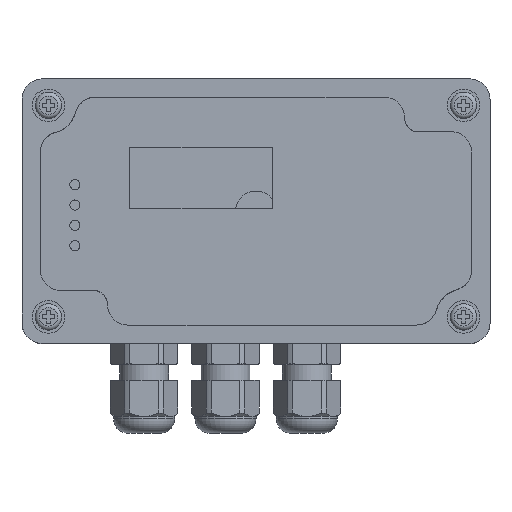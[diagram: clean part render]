
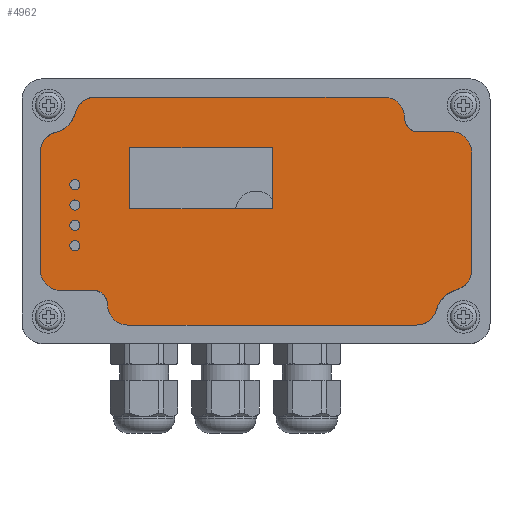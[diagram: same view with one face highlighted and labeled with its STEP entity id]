
A CAD part, top view. The second image highlights one B-rep face of the part: STEP entity #4962.
In plain terms, the highlighted planar face has unit normal (0, 0, 1).
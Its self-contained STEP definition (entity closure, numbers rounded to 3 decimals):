
#211=FACE_BOUND('',#1841,.T.);
#212=FACE_BOUND('',#1842,.T.);
#213=FACE_BOUND('',#1843,.T.);
#214=FACE_BOUND('',#1844,.T.);
#215=FACE_BOUND('',#1845,.T.);
#363=PLANE('',#5556);
#704=LINE('',#13280,#1058);
#705=LINE('',#13282,#1059);
#707=LINE('',#13285,#1061);
#709=LINE('',#13288,#1063);
#712=LINE('',#13292,#1066);
#713=LINE('',#13294,#1067);
#715=LINE('',#13297,#1069);
#717=LINE('',#13300,#1071);
#725=LINE('',#13333,#1079);
#728=LINE('',#13339,#1082);
#731=LINE('',#13345,#1085);
#734=LINE('',#13349,#1088);
#1058=VECTOR('',#6921,10.);
#1059=VECTOR('',#6924,10.);
#1061=VECTOR('',#6928,10.);
#1063=VECTOR('',#6932,10.);
#1066=VECTOR('',#6937,10.);
#1067=VECTOR('',#6940,10.);
#1069=VECTOR('',#6944,10.);
#1071=VECTOR('',#6948,10.);
#1079=VECTOR('',#6982,10.);
#1082=VECTOR('',#6987,10.);
#1085=VECTOR('',#6992,10.);
#1088=VECTOR('',#6997,10.);
#1498=FACE_OUTER_BOUND('',#1840,.T.);
#1840=EDGE_LOOP('',(#4621,#4622,#4623,#4624,#4625,#4626,#4627,#4628,#4629,
#4630,#4631,#4632,#4633,#4634,#4635,#4636,#4637,#4638,#4639,#4640));
#1841=EDGE_LOOP('',(#4641));
#1842=EDGE_LOOP('',(#4642));
#1843=EDGE_LOOP('',(#4643));
#1844=EDGE_LOOP('',(#4644));
#1845=EDGE_LOOP('',(#4645,#4646,#4647,#4648));
#2081=CIRCLE('',#5497,7.245);
#2083=CIRCLE('',#5500,5.);
#2086=CIRCLE('',#5504,5.);
#2087=CIRCLE('',#5506,3.449);
#2089=CIRCLE('',#5509,3.525);
#2091=CIRCLE('',#5512,6.948);
#2093=CIRCLE('',#5515,5.);
#2096=CIRCLE('',#5519,5.);
#2097=CIRCLE('',#5521,5.);
#2099=CIRCLE('',#5524,5.);
#2101=CIRCLE('',#5527,5.);
#2103=CIRCLE('',#5530,5.);
#2105=CIRCLE('',#5541,1.25);
#2107=CIRCLE('',#5544,1.25);
#2109=CIRCLE('',#5547,1.25);
#2111=CIRCLE('',#5550,1.25);
#2518=VERTEX_POINT('',#13183);
#2519=VERTEX_POINT('',#13184);
#2522=VERTEX_POINT('',#13192);
#2525=VERTEX_POINT('',#13200);
#2526=VERTEX_POINT('',#13204);
#2527=VERTEX_POINT('',#13205);
#2530=VERTEX_POINT('',#13213);
#2531=VERTEX_POINT('',#13214);
#2534=VERTEX_POINT('',#13222);
#2535=VERTEX_POINT('',#13223);
#2538=VERTEX_POINT('',#13231);
#2541=VERTEX_POINT('',#13239);
#2542=VERTEX_POINT('',#13243);
#2543=VERTEX_POINT('',#13244);
#2546=VERTEX_POINT('',#13252);
#2547=VERTEX_POINT('',#13253);
#2550=VERTEX_POINT('',#13261);
#2551=VERTEX_POINT('',#13262);
#2554=VERTEX_POINT('',#13270);
#2555=VERTEX_POINT('',#13271);
#2558=VERTEX_POINT('',#13303);
#2560=VERTEX_POINT('',#13309);
#2562=VERTEX_POINT('',#13315);
#2564=VERTEX_POINT('',#13321);
#2568=VERTEX_POINT('',#13330);
#2569=VERTEX_POINT('',#13332);
#2571=VERTEX_POINT('',#13338);
#2573=VERTEX_POINT('',#13344);
#3191=EDGE_CURVE('',#2518,#2519,#2081,.T.);
#3195=EDGE_CURVE('',#2522,#2519,#2083,.T.);
#3200=EDGE_CURVE('',#2518,#2525,#2086,.T.);
#3201=EDGE_CURVE('',#2526,#2527,#2087,.T.);
#3205=EDGE_CURVE('',#2530,#2531,#2089,.T.);
#3209=EDGE_CURVE('',#2534,#2535,#2091,.T.);
#3213=EDGE_CURVE('',#2538,#2535,#2093,.T.);
#3218=EDGE_CURVE('',#2534,#2541,#2096,.T.);
#3219=EDGE_CURVE('',#2542,#2543,#2097,.T.);
#3223=EDGE_CURVE('',#2546,#2547,#2099,.T.);
#3227=EDGE_CURVE('',#2550,#2551,#2101,.T.);
#3231=EDGE_CURVE('',#2554,#2555,#2103,.T.);
#3236=EDGE_CURVE('',#2550,#2526,#704,.T.);
#3237=EDGE_CURVE('',#2527,#2555,#705,.T.);
#3239=EDGE_CURVE('',#2554,#2541,#707,.T.);
#3241=EDGE_CURVE('',#2538,#2543,#709,.T.);
#3244=EDGE_CURVE('',#2542,#2530,#712,.T.);
#3245=EDGE_CURVE('',#2531,#2547,#713,.T.);
#3247=EDGE_CURVE('',#2546,#2525,#715,.T.);
#3249=EDGE_CURVE('',#2522,#2551,#717,.T.);
#3251=EDGE_CURVE('',#2558,#2558,#2105,.T.);
#3254=EDGE_CURVE('',#2560,#2560,#2107,.T.);
#3257=EDGE_CURVE('',#2562,#2562,#2109,.T.);
#3260=EDGE_CURVE('',#2564,#2564,#2111,.T.);
#3265=EDGE_CURVE('',#2569,#2568,#725,.T.);
#3268=EDGE_CURVE('',#2571,#2569,#728,.T.);
#3271=EDGE_CURVE('',#2573,#2571,#731,.T.);
#3274=EDGE_CURVE('',#2568,#2573,#734,.T.);
#4621=ORIENTED_EDGE('',*,*,#3200,.T.);
#4622=ORIENTED_EDGE('',*,*,#3247,.F.);
#4623=ORIENTED_EDGE('',*,*,#3223,.T.);
#4624=ORIENTED_EDGE('',*,*,#3245,.F.);
#4625=ORIENTED_EDGE('',*,*,#3205,.F.);
#4626=ORIENTED_EDGE('',*,*,#3244,.F.);
#4627=ORIENTED_EDGE('',*,*,#3219,.T.);
#4628=ORIENTED_EDGE('',*,*,#3241,.F.);
#4629=ORIENTED_EDGE('',*,*,#3213,.T.);
#4630=ORIENTED_EDGE('',*,*,#3209,.F.);
#4631=ORIENTED_EDGE('',*,*,#3218,.T.);
#4632=ORIENTED_EDGE('',*,*,#3239,.F.);
#4633=ORIENTED_EDGE('',*,*,#3231,.T.);
#4634=ORIENTED_EDGE('',*,*,#3237,.F.);
#4635=ORIENTED_EDGE('',*,*,#3201,.F.);
#4636=ORIENTED_EDGE('',*,*,#3236,.F.);
#4637=ORIENTED_EDGE('',*,*,#3227,.T.);
#4638=ORIENTED_EDGE('',*,*,#3249,.F.);
#4639=ORIENTED_EDGE('',*,*,#3195,.T.);
#4640=ORIENTED_EDGE('',*,*,#3191,.F.);
#4641=ORIENTED_EDGE('',*,*,#3251,.T.);
#4642=ORIENTED_EDGE('',*,*,#3254,.T.);
#4643=ORIENTED_EDGE('',*,*,#3257,.T.);
#4644=ORIENTED_EDGE('',*,*,#3260,.T.);
#4645=ORIENTED_EDGE('',*,*,#3271,.T.);
#4646=ORIENTED_EDGE('',*,*,#3268,.T.);
#4647=ORIENTED_EDGE('',*,*,#3265,.T.);
#4648=ORIENTED_EDGE('',*,*,#3274,.T.);
#4962=ADVANCED_FACE('',(#1498,#211,#212,#213,#214,#215),#363,.T.);
#5497=AXIS2_PLACEMENT_3D('',#13185,#6828,#6829);
#5500=AXIS2_PLACEMENT_3D('',#13193,#6836,#6837);
#5504=AXIS2_PLACEMENT_3D('',#13202,#6846,#6847);
#5506=AXIS2_PLACEMENT_3D('',#13206,#6850,#6851);
#5509=AXIS2_PLACEMENT_3D('',#13215,#6858,#6859);
#5512=AXIS2_PLACEMENT_3D('',#13224,#6866,#6867);
#5515=AXIS2_PLACEMENT_3D('',#13232,#6874,#6875);
#5519=AXIS2_PLACEMENT_3D('',#13241,#6884,#6885);
#5521=AXIS2_PLACEMENT_3D('',#13245,#6888,#6889);
#5524=AXIS2_PLACEMENT_3D('',#13254,#6896,#6897);
#5527=AXIS2_PLACEMENT_3D('',#13263,#6904,#6905);
#5530=AXIS2_PLACEMENT_3D('',#13272,#6912,#6913);
#5541=AXIS2_PLACEMENT_3D('',#13304,#6952,#6953);
#5544=AXIS2_PLACEMENT_3D('',#13310,#6959,#6960);
#5547=AXIS2_PLACEMENT_3D('',#13316,#6966,#6967);
#5550=AXIS2_PLACEMENT_3D('',#13322,#6973,#6974);
#5556=AXIS2_PLACEMENT_3D('',#13350,#6998,#6999);
#6828=DIRECTION('center_axis',(0.,0.,1.));
#6829=DIRECTION('ref_axis',(-0.268,0.963,0.));
#6836=DIRECTION('center_axis',(0.,0.,1.));
#6837=DIRECTION('ref_axis',(0.,-1.,0.));
#6846=DIRECTION('center_axis',(0.,0.,1.));
#6847=DIRECTION('ref_axis',(0.,-1.,0.));
#6850=DIRECTION('center_axis',(0.,0.,1.));
#6851=DIRECTION('ref_axis',(1.,0.011,0.));
#6858=DIRECTION('center_axis',(0.,0.,1.));
#6859=DIRECTION('ref_axis',(-0.999,0.032,0.));
#6866=DIRECTION('center_axis',(0.,0.,1.));
#6867=DIRECTION('ref_axis',(0.231,-0.973,0.));
#6874=DIRECTION('center_axis',(0.,0.,1.));
#6875=DIRECTION('ref_axis',(0.,1.,0.));
#6884=DIRECTION('center_axis',(0.,0.,1.));
#6885=DIRECTION('ref_axis',(0.,1.,0.));
#6888=DIRECTION('center_axis',(0.,0.,1.));
#6889=DIRECTION('ref_axis',(1.,0.,0.));
#6896=DIRECTION('center_axis',(0.,0.,1.));
#6897=DIRECTION('ref_axis',(1.,0.,0.));
#6904=DIRECTION('center_axis',(0.,0.,1.));
#6905=DIRECTION('ref_axis',(-1.,0.,0.));
#6912=DIRECTION('center_axis',(0.,0.,1.));
#6913=DIRECTION('ref_axis',(-1.,0.,0.));
#6921=DIRECTION('',(0.,1.,0.));
#6924=DIRECTION('',(-1.,0.,0.));
#6928=DIRECTION('',(0.,1.,0.));
#6932=DIRECTION('',(1.,0.,0.));
#6937=DIRECTION('',(0.,-1.,0.));
#6940=DIRECTION('',(1.,0.,0.));
#6944=DIRECTION('',(0.,-1.,0.));
#6948=DIRECTION('',(-1.,0.,0.));
#6952=DIRECTION('center_axis',(0.,0.,-1.));
#6953=DIRECTION('ref_axis',(-1.,0.,0.));
#6959=DIRECTION('center_axis',(0.,0.,-1.));
#6960=DIRECTION('ref_axis',(-1.,0.,0.));
#6966=DIRECTION('center_axis',(0.,0.,-1.));
#6967=DIRECTION('ref_axis',(-1.,0.,0.));
#6973=DIRECTION('center_axis',(0.,0.,-1.));
#6974=DIRECTION('ref_axis',(-1.,0.,0.));
#6982=DIRECTION('',(0.,1.,0.));
#6987=DIRECTION('',(-1.,0.,0.));
#6992=DIRECTION('',(0.,-1.,0.));
#6997=DIRECTION('',(1.,0.,0.));
#6998=DIRECTION('center_axis',(0.,0.,1.));
#6999=DIRECTION('ref_axis',(-1.,0.,0.));
#13183=CARTESIAN_POINT('',(106.841,13.183,40.));
#13184=CARTESIAN_POINT('',(101.873,8.382,40.));
#13185=CARTESIAN_POINT('Origin',(108.783,6.203,40.));
#13192=CARTESIAN_POINT('',(97.,4.5,40.));
#13193=CARTESIAN_POINT('Origin',(97.,9.5,40.));
#13200=CARTESIAN_POINT('',(110.5,18.,40.));
#13202=CARTESIAN_POINT('Origin',(105.5,18.,40.));
#13204=CARTESIAN_POINT('',(21.,9.6,40.));
#13205=CARTESIAN_POINT('',(17.817,13.,40.));
#13206=CARTESIAN_POINT('Origin',(17.551,9.561,40.));
#13213=CARTESIAN_POINT('',(94.,55.341,40.));
#13214=CARTESIAN_POINT('',(96.934,52.,40.));
#13215=CARTESIAN_POINT('Origin',(97.522,55.475,40.));
#13222=CARTESIAN_POINT('',(8.391,51.876,40.));
#13223=CARTESIAN_POINT('',(13.097,56.478,40.));
#13224=CARTESIAN_POINT('Origin',(6.465,58.551,40.));
#13231=CARTESIAN_POINT('',(18.,60.5,40.));
#13232=CARTESIAN_POINT('Origin',(18.,55.5,40.));
#13239=CARTESIAN_POINT('',(4.5,47.,40.));
#13241=CARTESIAN_POINT('Origin',(9.5,47.,40.));
#13243=CARTESIAN_POINT('',(94.,55.5,40.));
#13244=CARTESIAN_POINT('',(89.,60.5,40.));
#13245=CARTESIAN_POINT('Origin',(89.,55.5,40.));
#13252=CARTESIAN_POINT('',(110.5,47.,40.));
#13253=CARTESIAN_POINT('',(105.5,52.,40.));
#13254=CARTESIAN_POINT('Origin',(105.5,47.,40.));
#13261=CARTESIAN_POINT('',(21.,9.5,40.));
#13262=CARTESIAN_POINT('',(26.,4.5,40.));
#13263=CARTESIAN_POINT('Origin',(26.,9.5,40.));
#13270=CARTESIAN_POINT('',(4.5,18.,40.));
#13271=CARTESIAN_POINT('',(9.5,13.,40.));
#13272=CARTESIAN_POINT('Origin',(9.5,18.,40.));
#13280=CARTESIAN_POINT('',(21.,9.5,40.));
#13282=CARTESIAN_POINT('',(19.,13.,40.));
#13285=CARTESIAN_POINT('',(4.5,18.,40.));
#13288=CARTESIAN_POINT('',(18.,60.5,40.));
#13292=CARTESIAN_POINT('',(94.,55.5,40.));
#13294=CARTESIAN_POINT('',(96.,52.,40.));
#13297=CARTESIAN_POINT('',(110.5,47.,40.));
#13300=CARTESIAN_POINT('',(97.,4.5,40.));
#13303=CARTESIAN_POINT('',(14.25,29.,40.));
#13304=CARTESIAN_POINT('Origin',(13.,29.,40.));
#13309=CARTESIAN_POINT('',(14.25,34.,40.));
#13310=CARTESIAN_POINT('Origin',(13.,34.,40.));
#13315=CARTESIAN_POINT('',(14.25,24.,40.));
#13316=CARTESIAN_POINT('Origin',(13.,24.,40.));
#13321=CARTESIAN_POINT('',(14.25,39.,40.));
#13322=CARTESIAN_POINT('Origin',(13.,39.,40.));
#13330=CARTESIAN_POINT('',(26.5,48.121,40.));
#13332=CARTESIAN_POINT('',(26.5,33.121,40.));
#13333=CARTESIAN_POINT('',(26.5,32.81,40.));
#13338=CARTESIAN_POINT('',(61.5,33.121,40.));
#13339=CARTESIAN_POINT('',(59.5,33.121,40.));
#13344=CARTESIAN_POINT('',(61.5,48.121,40.));
#13345=CARTESIAN_POINT('',(61.5,40.31,40.));
#13349=CARTESIAN_POINT('',(42.,48.121,40.));
#13350=CARTESIAN_POINT('Origin',(57.5,32.5,40.));
